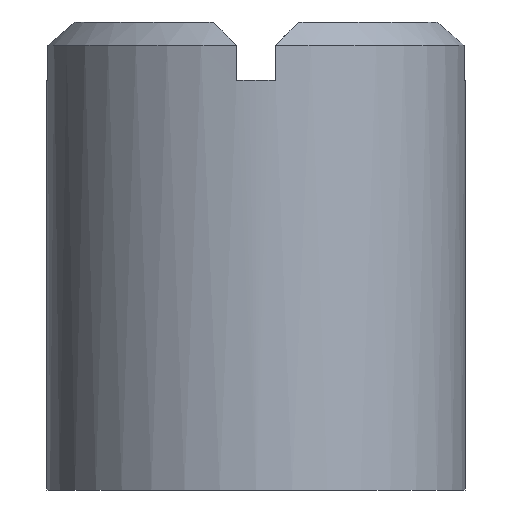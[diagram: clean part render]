
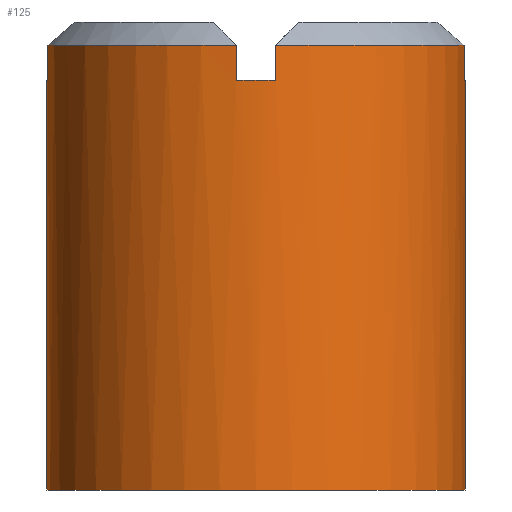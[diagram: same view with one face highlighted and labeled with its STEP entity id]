
A CAD part, front view. The second image highlights one B-rep face of the part: STEP entity #125.
In plain terms, the highlighted cylindrical face has radius 5.36 mm (diameter 10.72 mm), a full revolution.
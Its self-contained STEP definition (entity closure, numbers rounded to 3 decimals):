
#55 = VERTEX_POINT('',#56);
#56 = CARTESIAN_POINT('',(0.5,-5.079,12.547)
  );
#65 = VERTEX_POINT('',#66);
#66 = CARTESIAN_POINT('',(5.337,-0.242,12.547)
  );
#73 = EDGE_CURVE('',#55,#65,#74,.T.);
#74 = CIRCLE('',#75,5.36);
#75 = AXIS2_PLACEMENT_3D('',#76,#77,#78);
#76 = CARTESIAN_POINT('',(0.,0.258,
    12.547));
#77 = DIRECTION('',(0.,0.,1.));
#78 = DIRECTION('',(0.093,-0.996,0.));
#125 = ADVANCED_FACE('',(#126),#305,.T.);
#126 = FACE_BOUND('',#127,.F.);
#127 = EDGE_LOOP('',(#128,#138,#147,#155,#164,#173,#181,#190,#198,#207,
    #216,#224,#233,#241,#250,#259,#265,#266,#274,#283,#290,#297,#298));
#128 = ORIENTED_EDGE('',*,*,#129,.F.);
#129 = EDGE_CURVE('',#130,#132,#134,.T.);
#130 = VERTEX_POINT('',#131);
#131 = CARTESIAN_POINT('',(5.337,0.758,12.547)
  );
#132 = VERTEX_POINT('',#133);
#133 = CARTESIAN_POINT('',(5.337,0.758,11.647)
  );
#134 = LINE('',#135,#136);
#135 = CARTESIAN_POINT('',(5.337,0.758,1.147)
  );
#136 = VECTOR('',#137,1.);
#137 = DIRECTION('',(-0.,-0.,-1.));
#138 = ORIENTED_EDGE('',*,*,#139,.T.);
#139 = EDGE_CURVE('',#130,#140,#142,.T.);
#140 = VERTEX_POINT('',#141);
#141 = CARTESIAN_POINT('',(0.5,5.594,12.547)
  );
#142 = CIRCLE('',#143,5.36);
#143 = AXIS2_PLACEMENT_3D('',#144,#145,#146);
#144 = CARTESIAN_POINT('',(0.,0.258,
    12.547));
#145 = DIRECTION('',(0.,0.,1.));
#146 = DIRECTION('',(0.996,0.093,-0.));
#147 = ORIENTED_EDGE('',*,*,#148,.T.);
#148 = EDGE_CURVE('',#140,#149,#151,.T.);
#149 = VERTEX_POINT('',#150);
#150 = CARTESIAN_POINT('',(0.5,5.594,11.647)
  );
#151 = LINE('',#152,#153);
#152 = CARTESIAN_POINT('',(0.5,5.594,1.147)
  );
#153 = VECTOR('',#154,1.);
#154 = DIRECTION('',(-0.,-0.,-1.));
#155 = ORIENTED_EDGE('',*,*,#156,.F.);
#156 = EDGE_CURVE('',#157,#149,#159,.T.);
#157 = VERTEX_POINT('',#158);
#158 = CARTESIAN_POINT('',(0.,5.618,
    11.647));
#159 = CIRCLE('',#160,5.36);
#160 = AXIS2_PLACEMENT_3D('',#161,#162,#163);
#161 = CARTESIAN_POINT('',(0.,0.258,
    11.647));
#162 = DIRECTION('',(0.,0.,-1.));
#163 = DIRECTION('',(1.,0.,0.));
#164 = ORIENTED_EDGE('',*,*,#165,.F.);
#165 = EDGE_CURVE('',#166,#157,#168,.T.);
#166 = VERTEX_POINT('',#167);
#167 = CARTESIAN_POINT('',(-0.5,5.594,11.647
    ));
#168 = CIRCLE('',#169,5.36);
#169 = AXIS2_PLACEMENT_3D('',#170,#171,#172);
#170 = CARTESIAN_POINT('',(0.,0.258,
    11.647));
#171 = DIRECTION('',(0.,0.,-1.));
#172 = DIRECTION('',(1.,0.,0.));
#173 = ORIENTED_EDGE('',*,*,#174,.F.);
#174 = EDGE_CURVE('',#175,#166,#177,.T.);
#175 = VERTEX_POINT('',#176);
#176 = CARTESIAN_POINT('',(-0.5,5.594,12.547
    ));
#177 = LINE('',#178,#179);
#178 = CARTESIAN_POINT('',(-0.5,5.594,1.147)
  );
#179 = VECTOR('',#180,1.);
#180 = DIRECTION('',(-0.,-0.,-1.));
#181 = ORIENTED_EDGE('',*,*,#182,.T.);
#182 = EDGE_CURVE('',#175,#183,#185,.T.);
#183 = VERTEX_POINT('',#184);
#184 = CARTESIAN_POINT('',(-5.337,0.758,12.547
    ));
#185 = CIRCLE('',#186,5.36);
#186 = AXIS2_PLACEMENT_3D('',#187,#188,#189);
#187 = CARTESIAN_POINT('',(0.,0.258,
    12.547));
#188 = DIRECTION('',(0.,0.,1.));
#189 = DIRECTION('',(-0.093,0.996,0.));
#190 = ORIENTED_EDGE('',*,*,#191,.T.);
#191 = EDGE_CURVE('',#183,#192,#194,.T.);
#192 = VERTEX_POINT('',#193);
#193 = CARTESIAN_POINT('',(-5.337,0.758,11.647
    ));
#194 = LINE('',#195,#196);
#195 = CARTESIAN_POINT('',(-5.337,0.758,1.147)
  );
#196 = VECTOR('',#197,1.);
#197 = DIRECTION('',(-0.,-0.,-1.));
#198 = ORIENTED_EDGE('',*,*,#199,.F.);
#199 = EDGE_CURVE('',#200,#192,#202,.T.);
#200 = VERTEX_POINT('',#201);
#201 = CARTESIAN_POINT('',(-5.36,0.258,11.647
    ));
#202 = CIRCLE('',#203,5.36);
#203 = AXIS2_PLACEMENT_3D('',#204,#205,#206);
#204 = CARTESIAN_POINT('',(0.,0.258,
    11.647));
#205 = DIRECTION('',(0.,0.,-1.));
#206 = DIRECTION('',(1.,0.,0.));
#207 = ORIENTED_EDGE('',*,*,#208,.F.);
#208 = EDGE_CURVE('',#209,#200,#211,.T.);
#209 = VERTEX_POINT('',#210);
#210 = CARTESIAN_POINT('',(-5.337,-0.242,
    11.647));
#211 = CIRCLE('',#212,5.36);
#212 = AXIS2_PLACEMENT_3D('',#213,#214,#215);
#213 = CARTESIAN_POINT('',(0.,0.258,
    11.647));
#214 = DIRECTION('',(0.,0.,-1.));
#215 = DIRECTION('',(1.,0.,0.));
#216 = ORIENTED_EDGE('',*,*,#217,.F.);
#217 = EDGE_CURVE('',#218,#209,#220,.T.);
#218 = VERTEX_POINT('',#219);
#219 = CARTESIAN_POINT('',(-5.337,-0.242,
    12.547));
#220 = LINE('',#221,#222);
#221 = CARTESIAN_POINT('',(-5.337,-0.242,1.147
    ));
#222 = VECTOR('',#223,1.);
#223 = DIRECTION('',(-0.,-0.,-1.));
#224 = ORIENTED_EDGE('',*,*,#225,.T.);
#225 = EDGE_CURVE('',#218,#226,#228,.T.);
#226 = VERTEX_POINT('',#227);
#227 = CARTESIAN_POINT('',(-0.5,-5.079,
    12.547));
#228 = CIRCLE('',#229,5.36);
#229 = AXIS2_PLACEMENT_3D('',#230,#231,#232);
#230 = CARTESIAN_POINT('',(0.,0.258,
    12.547));
#231 = DIRECTION('',(0.,0.,1.));
#232 = DIRECTION('',(-0.996,-0.093,0.));
#233 = ORIENTED_EDGE('',*,*,#234,.T.);
#234 = EDGE_CURVE('',#226,#235,#237,.T.);
#235 = VERTEX_POINT('',#236);
#236 = CARTESIAN_POINT('',(-0.5,-5.079,
    11.647));
#237 = LINE('',#238,#239);
#238 = CARTESIAN_POINT('',(-0.5,-5.079,1.147
    ));
#239 = VECTOR('',#240,1.);
#240 = DIRECTION('',(-0.,-0.,-1.));
#241 = ORIENTED_EDGE('',*,*,#242,.F.);
#242 = EDGE_CURVE('',#243,#235,#245,.T.);
#243 = VERTEX_POINT('',#244);
#244 = CARTESIAN_POINT('',(0.,-5.102,
    11.647));
#245 = CIRCLE('',#246,5.36);
#246 = AXIS2_PLACEMENT_3D('',#247,#248,#249);
#247 = CARTESIAN_POINT('',(0.,0.258,
    11.647));
#248 = DIRECTION('',(0.,0.,-1.));
#249 = DIRECTION('',(1.,0.,0.));
#250 = ORIENTED_EDGE('',*,*,#251,.F.);
#251 = EDGE_CURVE('',#252,#243,#254,.T.);
#252 = VERTEX_POINT('',#253);
#253 = CARTESIAN_POINT('',(0.5,-5.079,11.647
    ));
#254 = CIRCLE('',#255,5.36);
#255 = AXIS2_PLACEMENT_3D('',#256,#257,#258);
#256 = CARTESIAN_POINT('',(0.,0.258,
    11.647));
#257 = DIRECTION('',(0.,0.,-1.));
#258 = DIRECTION('',(1.,0.,0.));
#259 = ORIENTED_EDGE('',*,*,#260,.F.);
#260 = EDGE_CURVE('',#55,#252,#261,.T.);
#261 = LINE('',#262,#263);
#262 = CARTESIAN_POINT('',(0.5,-5.079,1.147)
  );
#263 = VECTOR('',#264,1.);
#264 = DIRECTION('',(-0.,-0.,-1.));
#265 = ORIENTED_EDGE('',*,*,#73,.T.);
#266 = ORIENTED_EDGE('',*,*,#267,.T.);
#267 = EDGE_CURVE('',#65,#268,#270,.T.);
#268 = VERTEX_POINT('',#269);
#269 = CARTESIAN_POINT('',(5.337,-0.242,11.647
    ));
#270 = LINE('',#271,#272);
#271 = CARTESIAN_POINT('',(5.337,-0.242,1.147)
  );
#272 = VECTOR('',#273,1.);
#273 = DIRECTION('',(-0.,-0.,-1.));
#274 = ORIENTED_EDGE('',*,*,#275,.F.);
#275 = EDGE_CURVE('',#276,#268,#278,.T.);
#276 = VERTEX_POINT('',#277);
#277 = CARTESIAN_POINT('',(5.36,0.258,11.647)
  );
#278 = CIRCLE('',#279,5.36);
#279 = AXIS2_PLACEMENT_3D('',#280,#281,#282);
#280 = CARTESIAN_POINT('',(0.,0.258,
    11.647));
#281 = DIRECTION('',(0.,0.,-1.));
#282 = DIRECTION('',(1.,0.,0.));
#283 = ORIENTED_EDGE('',*,*,#284,.T.);
#284 = EDGE_CURVE('',#276,#285,#287,.T.);
#285 = VERTEX_POINT('',#286);
#286 = CARTESIAN_POINT('',(5.36,0.258,1.147)
  );
#287 = B_SPLINE_CURVE_WITH_KNOTS('',1,(#288,#289),.UNSPECIFIED.,.F.,.F.,
  (2,2),(-12.,0.),.PIECEWISE_BEZIER_KNOTS.);
#288 = CARTESIAN_POINT('',(5.36,0.258,13.147)
  );
#289 = CARTESIAN_POINT('',(5.36,0.258,1.147)
  );
#290 = ORIENTED_EDGE('',*,*,#291,.F.);
#291 = EDGE_CURVE('',#285,#285,#292,.T.);
#292 = CIRCLE('',#293,5.36);
#293 = AXIS2_PLACEMENT_3D('',#294,#295,#296);
#294 = CARTESIAN_POINT('',(0.,0.258,
    1.147));
#295 = DIRECTION('',(0.,0.,1.));
#296 = DIRECTION('',(1.,0.,0.));
#297 = ORIENTED_EDGE('',*,*,#284,.F.);
#298 = ORIENTED_EDGE('',*,*,#299,.F.);
#299 = EDGE_CURVE('',#132,#276,#300,.T.);
#300 = CIRCLE('',#301,5.36);
#301 = AXIS2_PLACEMENT_3D('',#302,#303,#304);
#302 = CARTESIAN_POINT('',(0.,0.258,
    11.647));
#303 = DIRECTION('',(0.,0.,-1.));
#304 = DIRECTION('',(1.,0.,0.));
#305 = CYLINDRICAL_SURFACE('',#306,5.36);
#306 = AXIS2_PLACEMENT_3D('',#307,#308,#309);
#307 = CARTESIAN_POINT('',(0.,0.258,
    1.147));
#308 = DIRECTION('',(-0.,-0.,-1.));
#309 = DIRECTION('',(1.,0.,0.));
